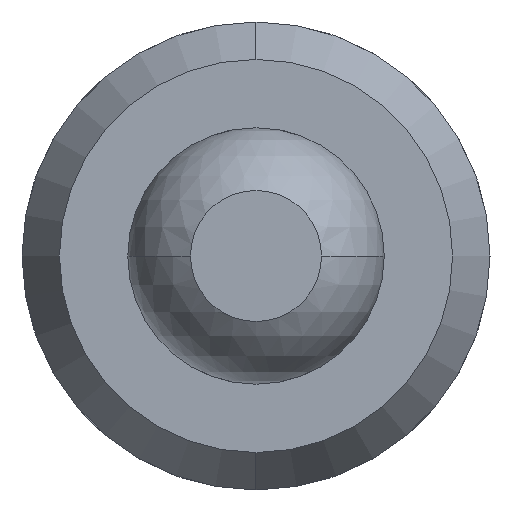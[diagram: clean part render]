
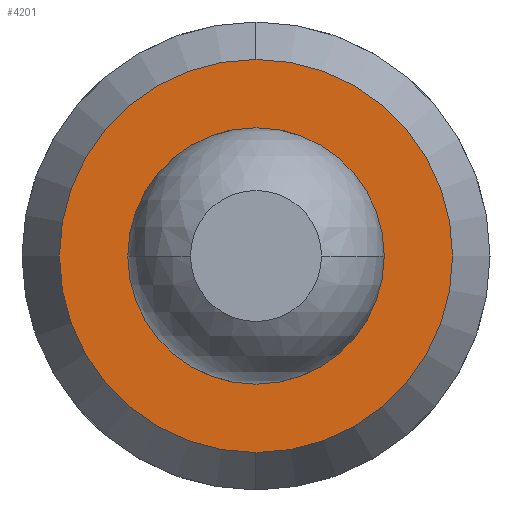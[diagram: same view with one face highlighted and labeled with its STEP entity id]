
A CAD part, front view. The second image highlights one B-rep face of the part: STEP entity #4201.
In plain terms, the highlighted planar face has unit normal (0, -1, 0).
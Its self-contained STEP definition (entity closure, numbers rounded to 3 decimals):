
#2 = EDGE_CURVE ( 'Defeature ausgef�hrt1_23+Defeature ausgef�hrt1_57+Defeature ausgef�hrt1_57+Defeature ausgef�hrt1_57', #1894, #4866, #1101, .T. ) ;
#47 = ORIENTED_EDGE ( 'NONE', *, *, #1726, .T. ) ;
#198 = CIRCLE ( 'NONE', #5213, 1.05 ) ;
#259 = DIRECTION ( 'NONE',  ( 0., -1., 0. ) ) ;
#292 = DIRECTION ( 'NONE',  ( 0., 0., 1. ) ) ;
#393 = FACE_OUTER_BOUND ( 'NONE', #1296, .T. ) ;
#402 = AXIS2_PLACEMENT_3D ( 'NONE', #4883, #1571, #4444 ) ;
#813 = DIRECTION ( 'NONE',  ( 0., 1., 0. ) ) ;
#1033 = ORIENTED_EDGE ( 'NONE', *, *, #2372, .T. ) ;
#1101 = CIRCLE ( 'NONE', #2833, 1.05 ) ;
#1136 = VERTEX_POINT ( 'NONE', #4181 ) ;
#1228 = CIRCLE ( 'NONE', #402, 0.45 ) ;
#1279 = CIRCLE ( 'NONE', #5323, 0.45 ) ;
#1296 = EDGE_LOOP ( 'NONE', ( #5310, #1033 ) ) ;
#1502 = FACE_BOUND ( 'NONE', #2677, .T. ) ;
#1521 = CARTESIAN_POINT ( 'NONE',  ( 0., 6.4, 0. ) ) ;
#1571 = DIRECTION ( 'NONE',  ( 0., 1., 0. ) ) ;
#1726 = EDGE_CURVE ( 'Defeature ausgef�hrt1_23+Defeature ausgef�hrt1_6+Defeature ausgef�hrt1_6+Defeature ausgef�hrt1_6', #1136, #4763, #1228, .T. ) ;
#1772 = CARTESIAN_POINT ( 'NONE',  ( 0., 6.4, -0.45 ) ) ;
#1894 = VERTEX_POINT ( 'NONE', #4682 ) ;
#1987 = DIRECTION ( 'NONE',  ( 0., 0., 1. ) ) ;
#2372 = EDGE_CURVE ( 'Defeature ausgef�hrt1_23+Defeature ausgef�hrt1_57+Defeature ausgef�hrt1_57+Defeature ausgef�hrt1_57', #4866, #1894, #198, .T. ) ;
#2452 = PLANE ( 'NONE',  #3664 ) ;
#2649 = CARTESIAN_POINT ( 'NONE',  ( 0., 6.4, -1.05 ) ) ;
#2677 = EDGE_LOOP ( 'NONE', ( #3587, #47 ) ) ;
#2833 = AXIS2_PLACEMENT_3D ( 'NONE', #3153, #259, #3137 ) ;
#3137 = DIRECTION ( 'NONE',  ( 0., 0., 1. ) ) ;
#3153 = CARTESIAN_POINT ( 'NONE',  ( 0., 6.4, 0. ) ) ;
#3248 = DIRECTION ( 'NONE',  ( 0., -1., 0. ) ) ;
#3424 = DIRECTION ( 'NONE',  ( 0., 1., 0. ) ) ;
#3457 = CARTESIAN_POINT ( 'NONE',  ( 0., 6.4, 0. ) ) ;
#3587 = ORIENTED_EDGE ( 'NONE', *, *, #5237, .T. ) ;
#3664 = AXIS2_PLACEMENT_3D ( 'NONE', #4154, #813, #1987 ) ;
#4154 = CARTESIAN_POINT ( 'NONE',  ( 0.45, 6.4, 0. ) ) ;
#4181 = CARTESIAN_POINT ( 'NONE',  ( 0., 6.4, 0.45 ) ) ;
#4201 = ADVANCED_FACE ( 'Defeature ausgef�hrt1_23', ( #393, #1502 ), #2452, .F. ) ;
#4444 = DIRECTION ( 'NONE',  ( 0., 0., 1. ) ) ;
#4645 = DIRECTION ( 'NONE',  ( 0., 0., 1. ) ) ;
#4682 = CARTESIAN_POINT ( 'NONE',  ( 0., 6.4, 1.05 ) ) ;
#4763 = VERTEX_POINT ( 'NONE', #1772 ) ;
#4866 = VERTEX_POINT ( 'NONE', #2649 ) ;
#4883 = CARTESIAN_POINT ( 'NONE',  ( 0., 6.4, 0. ) ) ;
#5213 = AXIS2_PLACEMENT_3D ( 'NONE', #1521, #3248, #292 ) ;
#5237 = EDGE_CURVE ( 'Defeature ausgef�hrt1_23+Defeature ausgef�hrt1_6+Defeature ausgef�hrt1_6+Defeature ausgef�hrt1_6', #4763, #1136, #1279, .T. ) ;
#5310 = ORIENTED_EDGE ( 'NONE', *, *, #2, .T. ) ;
#5323 = AXIS2_PLACEMENT_3D ( 'NONE', #3457, #3424, #4645 ) ;
